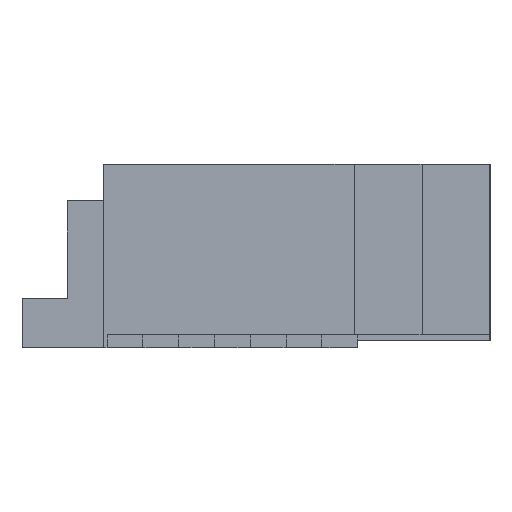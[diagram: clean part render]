
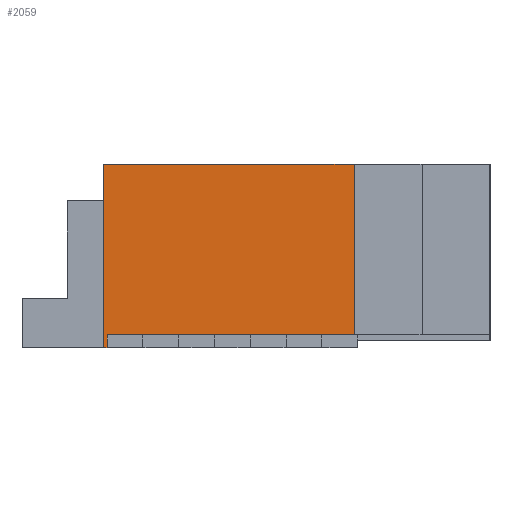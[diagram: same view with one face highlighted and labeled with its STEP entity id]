
A CAD part, left-side view. The second image highlights one B-rep face of the part: STEP entity #2059.
In plain terms, the highlighted planar face has unit normal (-1, 0, 0).
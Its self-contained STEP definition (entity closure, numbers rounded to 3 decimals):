
#40 = VERTEX_POINT('',#41);
#41 = CARTESIAN_POINT('',(-13.435,0.8,2.56));
#47 = EDGE_CURVE('',#48,#40,#50,.T.);
#48 = VERTEX_POINT('',#49);
#49 = CARTESIAN_POINT('',(-13.435,0.8,0.));
#50 = LINE('',#51,#52);
#51 = CARTESIAN_POINT('',(-13.435,0.8,0.));
#52 = VECTOR('',#53,1.);
#53 = DIRECTION('',(0.,0.,1.));
#861 = VERTEX_POINT('',#862);
#862 = CARTESIAN_POINT('',(-13.435,0.75,0.));
#868 = EDGE_CURVE('',#48,#861,#869,.T.);
#869 = LINE('',#870,#871);
#870 = CARTESIAN_POINT('',(-13.435,0.8,0.));
#871 = VECTOR('',#872,1.);
#872 = DIRECTION('',(0.,-1.,0.));
#2059 = ADVANCED_FACE('',(#2060),#2094,.F.);
#2060 = FACE_BOUND('',#2061,.F.);
#2061 = EDGE_LOOP('',(#2062,#2063,#2064,#2072,#2080,#2088));
#2062 = ORIENTED_EDGE('',*,*,#868,.F.);
#2063 = ORIENTED_EDGE('',*,*,#47,.T.);
#2064 = ORIENTED_EDGE('',*,*,#2065,.T.);
#2065 = EDGE_CURVE('',#40,#2066,#2068,.T.);
#2066 = VERTEX_POINT('',#2067);
#2067 = CARTESIAN_POINT('',(-13.435,-2.7,2.56));
#2068 = LINE('',#2069,#2070);
#2069 = CARTESIAN_POINT('',(-13.435,0.8,2.56));
#2070 = VECTOR('',#2071,1.);
#2071 = DIRECTION('',(0.,-1.,0.));
#2072 = ORIENTED_EDGE('',*,*,#2073,.F.);
#2073 = EDGE_CURVE('',#2074,#2066,#2076,.T.);
#2074 = VERTEX_POINT('',#2075);
#2075 = CARTESIAN_POINT('',(-13.435,-2.7,0.18));
#2076 = LINE('',#2077,#2078);
#2077 = CARTESIAN_POINT('',(-13.435,-2.7,0.));
#2078 = VECTOR('',#2079,1.);
#2079 = DIRECTION('',(0.,0.,1.));
#2080 = ORIENTED_EDGE('',*,*,#2081,.F.);
#2081 = EDGE_CURVE('',#2082,#2074,#2084,.T.);
#2082 = VERTEX_POINT('',#2083);
#2083 = CARTESIAN_POINT('',(-13.435,0.75,0.18));
#2084 = LINE('',#2085,#2086);
#2085 = CARTESIAN_POINT('',(-13.435,-0.1,0.18));
#2086 = VECTOR('',#2087,1.);
#2087 = DIRECTION('',(0.,-1.,0.));
#2088 = ORIENTED_EDGE('',*,*,#2089,.T.);
#2089 = EDGE_CURVE('',#2082,#861,#2090,.T.);
#2090 = LINE('',#2091,#2092);
#2091 = CARTESIAN_POINT('',(-13.435,0.75,0.));
#2092 = VECTOR('',#2093,1.);
#2093 = DIRECTION('',(-0.,0.,-1.));
#2094 = PLANE('',#2095);
#2095 = AXIS2_PLACEMENT_3D('',#2096,#2097,#2098);
#2096 = CARTESIAN_POINT('',(-13.435,0.8,0.));
#2097 = DIRECTION('',(1.,0.,0.));
#2098 = DIRECTION('',(0.,-1.,0.));
